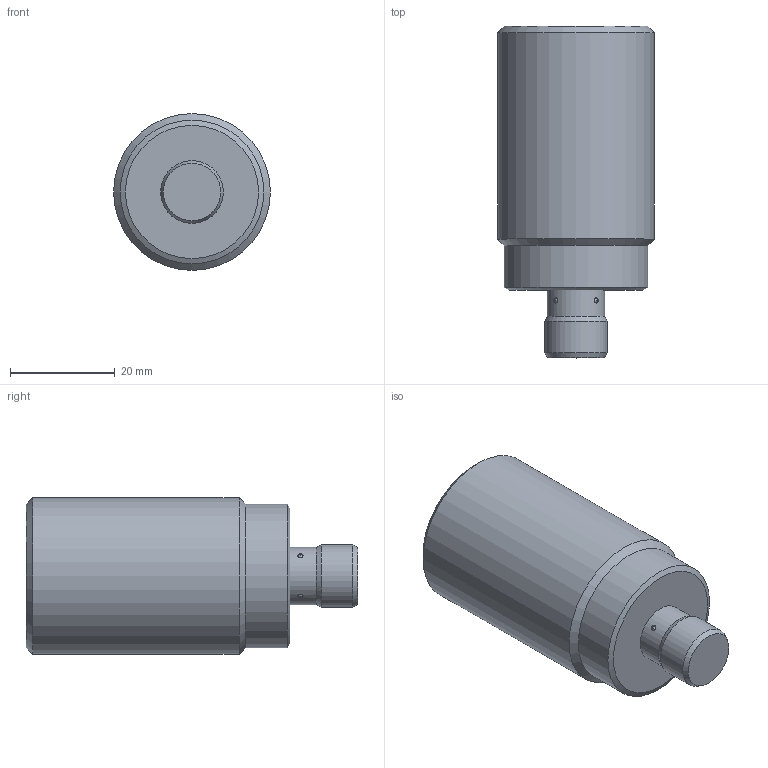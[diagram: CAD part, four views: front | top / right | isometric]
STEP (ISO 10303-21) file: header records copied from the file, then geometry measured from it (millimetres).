
FILE_DESCRIPTION(/* description */ (''),/* implementation_level */ '2;1');
FILE_NAME(/* name */ 'IC300122.stp',/* time_stamp */ '2015-12-15T12:15:53+01:00',/* author */ ('galensa'),/* organization */ ('TraceParts S.A.'),/* preprocessor_version */ 'ST-DEVELOPER v15.2',/* originating_system */ 'Autodesk Inventor 2014',/* authorisation */ '');
FILE_SCHEMA (('AUTOMOTIVE_DESIGN { 1 0 10303 214 3 1 1 }'));
Length unit declared in the file: millimetre
Products named in the file (2): dw-as-703-m30-002_03; dw-as-703-m30-002
Bounding box: 30 x 63.5 x 30 mm (x, y, z)
Volume: 35933.6 mm3; surface area: 6420.1 mm2
Topology: 1 solids, 1 shells, 20 faces, 40 edges, 23 vertices
Faces by surface type: cylinder 8, cone 5, sphere 4, plane 3
Full cylindrical faces by diameter (mm): 1 x4, 11 x1, 12 x1, 27.5 x1, 30 x1
Entity records: 554 total; most frequent: CARTESIAN_POINT 193, DIRECTION 76, EDGE_LOOP 38, ORIENTED_EDGE 38, AXIS2_PLACEMENT_3D 38, ADVANCED_FACE 20, FACE_BOUND 19, FACE_OUTER_BOUND 19
